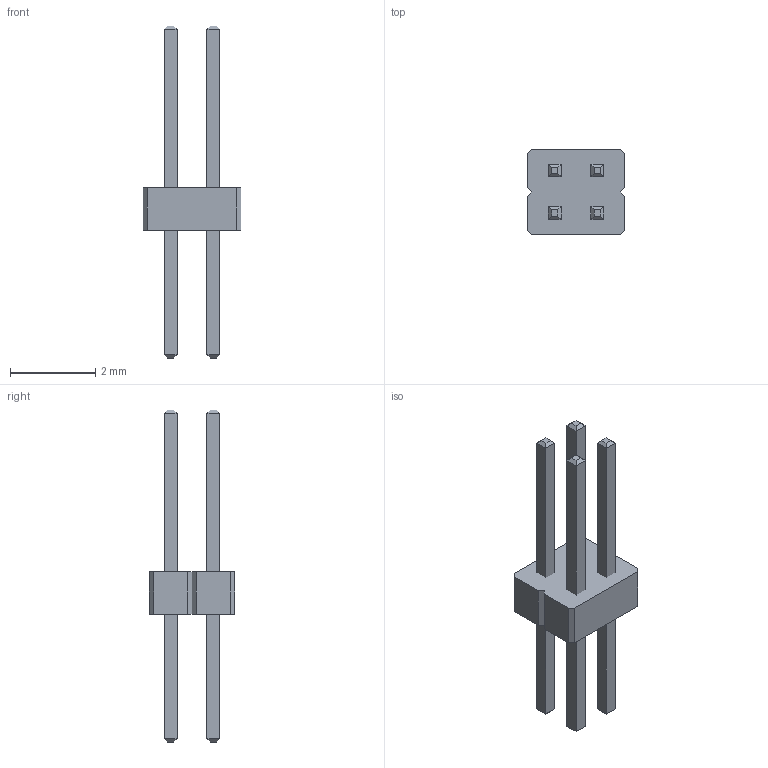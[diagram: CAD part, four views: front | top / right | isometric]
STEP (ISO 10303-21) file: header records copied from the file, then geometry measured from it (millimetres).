
FILE_DESCRIPTION(/* description */ ('model of PinHeader_2x02_P1.00mm_Vertical'),/* implementation_level */ '2;1');
FILE_NAME(/* name */ 'PinHeader_2x02_P1.00mm_Vertical.step',/* time_stamp */ '2018-01-24T12:03:02',/* author */ ('kicad StepUp','ksu'),/* organization */ ('FreeCAD'),/* preprocessor_version */ 'OCC',/* originating_system */ 'kicad StepUp',/* authorisation */ '');
FILE_SCHEMA(('AUTOMOTIVE_DESIGN { 1 0 10303 214 1 1 1 1 }'));
Length unit declared in the file: millimetre
Products named in the file (2): PinHeader_2x02_P100mm_Vertical; Shape0_176467863561
Bounding box: 2.3 x 2 x 7.8 mm (x, y, z)
Volume: 7.3 mm3; surface area: 55.3 mm2
Topology: 5 solids, 5 shells, 72 faces, 154 edges, 92 vertices
Faces by surface type: plane 72
Entity records: 1294 total; most frequent: ORIENTED_EDGE 238, CARTESIAN_POINT 195, EDGE_CURVE 154, LINE 154, VERTEX_POINT 92, AXIS2_PLACEMENT_3D 73, ADVANCED_FACE 72, FACE_BOUND 72
